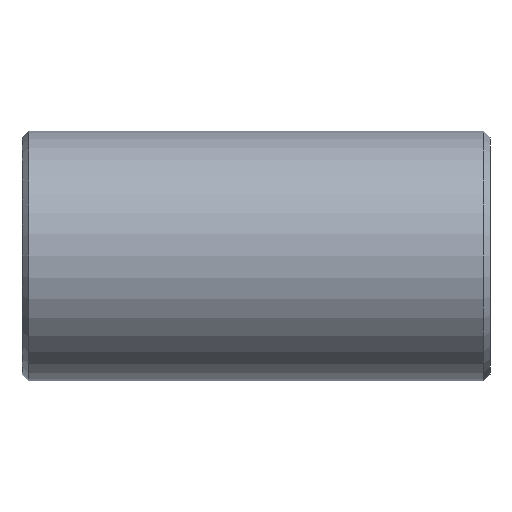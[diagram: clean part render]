
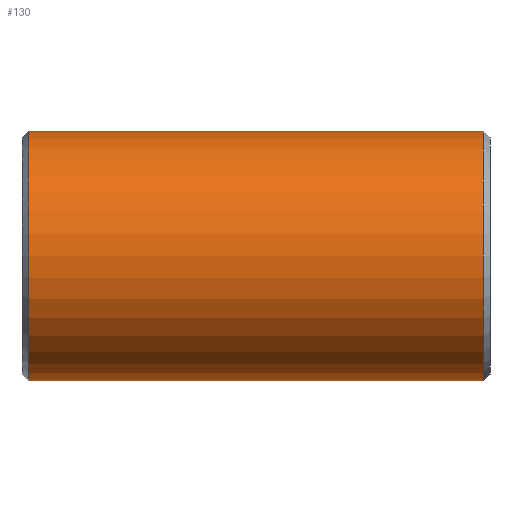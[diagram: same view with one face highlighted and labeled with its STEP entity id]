
A CAD part, front view. The second image highlights one B-rep face of the part: STEP entity #130.
In plain terms, the highlighted cylindrical face has radius 50.8 mm (diameter 101.6 mm), a partial arc.
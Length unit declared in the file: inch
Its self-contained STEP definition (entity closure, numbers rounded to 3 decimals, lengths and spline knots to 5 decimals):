
#7 = ORIENTED_EDGE ( 'NONE', *, *, #553, .T. ) ;
#13 = VERTEX_POINT ( 'NONE', #121 ) ;
#16 = CARTESIAN_POINT ( 'NONE',  ( -3.644, 0., -2. ) ) ;
#33 = CARTESIAN_POINT ( 'NONE',  ( 3.644, 0., -2. ) ) ;
#36 = LINE ( 'NONE', #126, #204 ) ;
#40 = DIRECTION ( 'NONE',  ( -1., 0., 0. ) ) ;
#72 = CARTESIAN_POINT ( 'NONE',  ( 3.644, 0., 2. ) ) ;
#92 = LINE ( 'NONE', #593, #446 ) ;
#98 = VECTOR ( 'NONE', #282, 39.37008 ) ;
#99 = LINE ( 'NONE', #413, #521 ) ;
#100 = VERTEX_POINT ( 'NONE', #205 ) ;
#105 = EDGE_CURVE ( 'NONE', #418, #467, #576, .T. ) ;
#121 = CARTESIAN_POINT ( 'NONE',  ( 0., 0., -2. ) ) ;
#124 = AXIS2_PLACEMENT_3D ( 'NONE', #202, #483, #170 ) ;
#126 = CARTESIAN_POINT ( 'NONE',  ( 3.75, 0., 2. ) ) ;
#128 = AXIS2_PLACEMENT_3D ( 'NONE', #457, #358, #180 ) ;
#130 = ADVANCED_FACE ( 'NONE', ( #357 ), #273, .T. ) ;
#156 = DIRECTION ( 'NONE',  ( -1., 0., 0. ) ) ;
#170 = DIRECTION ( 'NONE',  ( 0., 0., -1. ) ) ;
#172 = EDGE_CURVE ( 'NONE', #13, #467, #92, .T. ) ;
#175 = EDGE_LOOP ( 'NONE', ( #331, #7, #506, #245, #586, #454 ) ) ;
#180 = DIRECTION ( 'NONE',  ( 0., 0., 1. ) ) ;
#202 = CARTESIAN_POINT ( 'NONE',  ( 3.644, 0., 0. ) ) ;
#204 = VECTOR ( 'NONE', #40, 39.37008 ) ;
#205 = CARTESIAN_POINT ( 'NONE',  ( 0., 0., 2. ) ) ;
#214 = EDGE_CURVE ( 'NONE', #540, #100, #36, .T. ) ;
#238 = VERTEX_POINT ( 'NONE', #33 ) ;
#245 = ORIENTED_EDGE ( 'NONE', *, *, #346, .T. ) ;
#247 = DIRECTION ( 'NONE',  ( 0., 0., 1. ) ) ;
#273 = CYLINDRICAL_SURFACE ( 'NONE', #128, 2. ) ;
#281 = AXIS2_PLACEMENT_3D ( 'NONE', #350, #575, #247 ) ;
#282 = DIRECTION ( 'NONE',  ( -1., 0., 0. ) ) ;
#330 = LINE ( 'NONE', #557, #98 ) ;
#331 = ORIENTED_EDGE ( 'NONE', *, *, #383, .F. ) ;
#336 = CARTESIAN_POINT ( 'NONE',  ( -3.644, 0., 2. ) ) ;
#346 = EDGE_CURVE ( 'NONE', #100, #418, #99, .T. ) ;
#350 = CARTESIAN_POINT ( 'NONE',  ( -3.644, 0., 0. ) ) ;
#357 = FACE_OUTER_BOUND ( 'NONE', #175, .T. ) ;
#358 = DIRECTION ( 'NONE',  ( -1., 0., 0. ) ) ;
#383 = EDGE_CURVE ( 'NONE', #238, #13, #330, .T. ) ;
#413 = CARTESIAN_POINT ( 'NONE',  ( 3.75, 0., 2. ) ) ;
#418 = VERTEX_POINT ( 'NONE', #336 ) ;
#421 = CIRCLE ( 'NONE', #124, 2. ) ;
#446 = VECTOR ( 'NONE', #491, 39.37008 ) ;
#454 = ORIENTED_EDGE ( 'NONE', *, *, #172, .F. ) ;
#457 = CARTESIAN_POINT ( 'NONE',  ( 3.75, 0., 0. ) ) ;
#467 = VERTEX_POINT ( 'NONE', #16 ) ;
#483 = DIRECTION ( 'NONE',  ( -1., 0., 0. ) ) ;
#491 = DIRECTION ( 'NONE',  ( -1., 0., 0. ) ) ;
#506 = ORIENTED_EDGE ( 'NONE', *, *, #214, .T. ) ;
#521 = VECTOR ( 'NONE', #156, 39.37008 ) ;
#540 = VERTEX_POINT ( 'NONE', #72 ) ;
#553 = EDGE_CURVE ( 'NONE', #238, #540, #421, .T. ) ;
#557 = CARTESIAN_POINT ( 'NONE',  ( 3.75, 0., -2. ) ) ;
#575 = DIRECTION ( 'NONE',  ( 1., 0., 0. ) ) ;
#576 = CIRCLE ( 'NONE', #281, 2. ) ;
#586 = ORIENTED_EDGE ( 'NONE', *, *, #105, .T. ) ;
#593 = CARTESIAN_POINT ( 'NONE',  ( 3.75, 0., -2. ) ) ;
